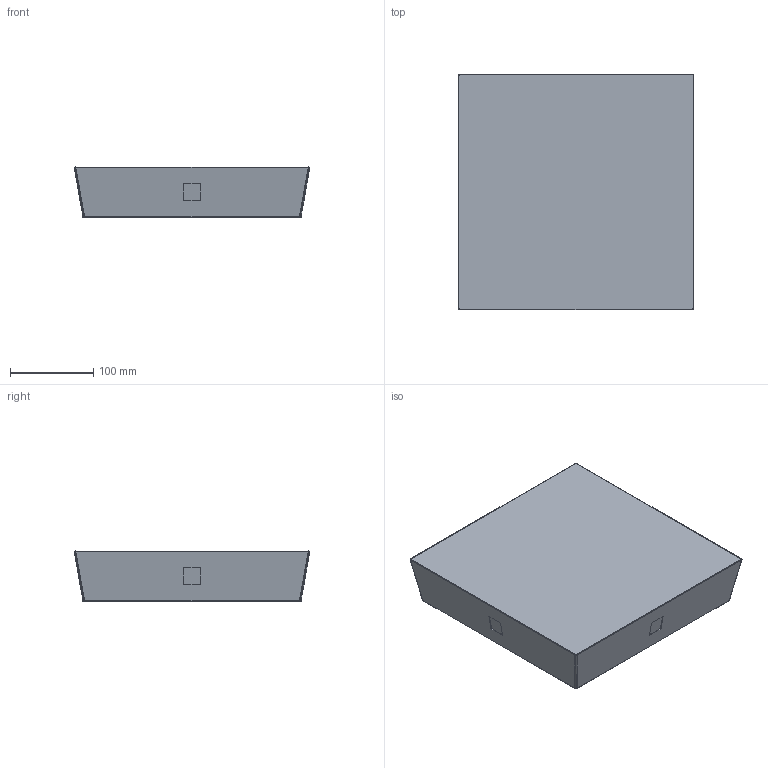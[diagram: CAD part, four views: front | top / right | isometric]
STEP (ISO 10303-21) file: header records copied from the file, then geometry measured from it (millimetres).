
FILE_DESCRIPTION(/* description */ (''),/* implementation_level */ '2;1');
FILE_NAME(/* name */ 'vuurkorf ring 5.stp',/* time_stamp */ '2015-10-30T17:27:47+01:00',/* author */ (''),/* organization */ (''),/* preprocessor_version */ 'ST-DEVELOPER v16',/* originating_system */ 'SIEMENS PLM Software NX 10.0',/* authorisation */ '');
FILE_SCHEMA (('CONFIG_CONTROL_DESIGN'));
Length unit declared in the file: millimetre
Products named in the file (1): vuurkorf ring 5
Bounding box: 283.97 x 283.97 x 60.29 mm (x, y, z)
Volume: 4486969.5 mm3; surface area: 345509 mm2
Topology: 2 solids, 2 shells, 58 faces, 138 edges, 84 vertices
Faces by surface type: plane 40, bspline 12, cylinder 6
Entity records: 1972 total; most frequent: CARTESIAN_POINT 629, ORIENTED_EDGE 276, DIRECTION 208, EDGE_CURVE 138, LINE 114, VECTOR 114, VERTEX_POINT 84, EDGE_LOOP 66
